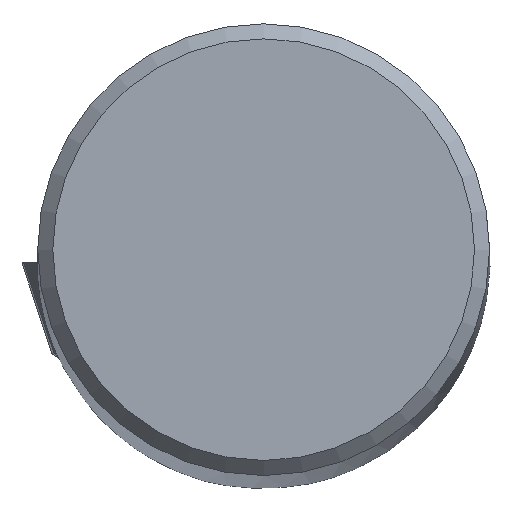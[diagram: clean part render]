
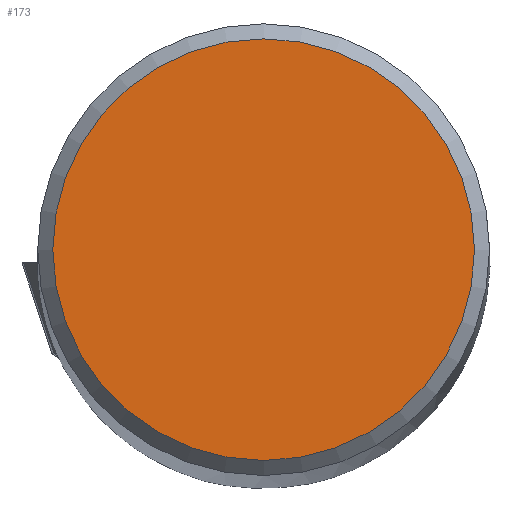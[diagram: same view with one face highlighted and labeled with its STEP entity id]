
A CAD part, top view. The second image highlights one B-rep face of the part: STEP entity #173.
In plain terms, the highlighted planar face has unit normal (0, 0, 1).
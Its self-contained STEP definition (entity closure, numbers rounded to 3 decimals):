
#109=PLANE('',#898);
#139=FACE_OUTER_BOUND('',#387,.T.);
#173=ADVANCED_FACE('',(#139),#109,.F.);
#387=EDGE_LOOP('',(#480));
#480=ORIENTED_EDGE('',*,*,#734,.T.);
#658=VERTEX_POINT('',#1374);
#734=EDGE_CURVE('',#658,#658,#799,.T.);
#799=CIRCLE('',#897,2.795);
#897=AXIS2_PLACEMENT_3D('',#1373,#1010,#1011);
#898=AXIS2_PLACEMENT_3D('',#1375,#1012,#1013);
#1010=DIRECTION('',(0.,0.,1.));
#1011=DIRECTION('',(-1.,0.,0.));
#1012=DIRECTION('',(0.,0.,-1.));
#1013=DIRECTION('',(-1.,0.,0.));
#1373=CARTESIAN_POINT('',(0.,0.,
0.));
#1374=CARTESIAN_POINT('',(-2.795,0.,0.));
#1375=CARTESIAN_POINT('',(0.,1.,0.));
